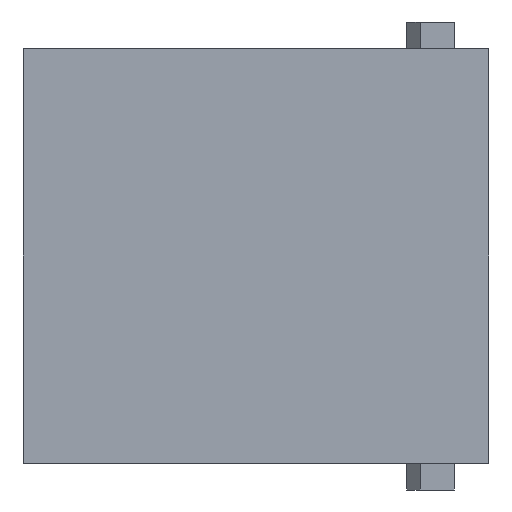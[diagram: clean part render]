
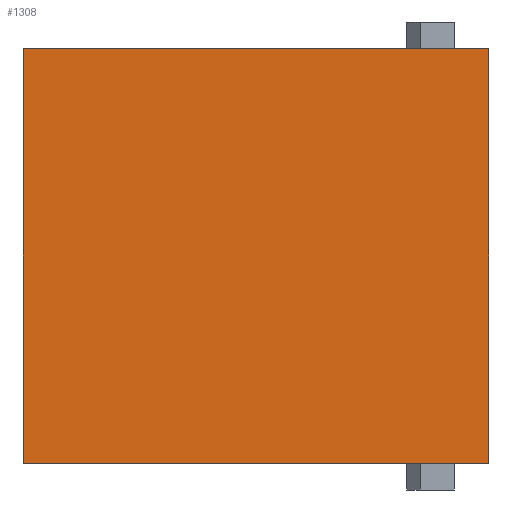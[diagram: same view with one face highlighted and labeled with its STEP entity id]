
A CAD part, left-side view. The second image highlights one B-rep face of the part: STEP entity #1308.
In plain terms, the highlighted planar face has unit normal (-1, 0, 0).
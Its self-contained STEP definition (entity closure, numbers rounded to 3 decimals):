
#1308=ADVANCED_FACE('',(#1825),#1574,.T.);
#1574=PLANE('',#7270);
#1825=FACE_OUTER_BOUND('',#2280,.T.);
#2280=EDGE_LOOP('',(#3844,#3845,#3846,#3847));
#3844=ORIENTED_EDGE('',*,*,#5364,.T.);
#3845=ORIENTED_EDGE('',*,*,#5363,.T.);
#3846=ORIENTED_EDGE('',*,*,#5358,.T.);
#3847=ORIENTED_EDGE('',*,*,#5355,.T.);
#4584=VERTEX_POINT('',#10857);
#4585=VERTEX_POINT('',#10859);
#4587=VERTEX_POINT('',#10865);
#4589=VERTEX_POINT('',#10871);
#5355=EDGE_CURVE('',#4585,#4584,#5977,.T.);
#5358=EDGE_CURVE('',#4587,#4585,#5980,.T.);
#5363=EDGE_CURVE('',#4589,#4587,#5985,.T.);
#5364=EDGE_CURVE('',#4584,#4589,#5986,.T.);
#5977=LINE('',#10858,#6593);
#5980=LINE('',#10864,#6596);
#5985=LINE('',#10874,#6601);
#5986=LINE('',#10876,#6602);
#6593=VECTOR('',#8801,1.);
#6596=VECTOR('',#8806,1.);
#6601=VECTOR('',#8813,1.);
#6602=VECTOR('',#8816,1.);
#7270=AXIS2_PLACEMENT_3D('',#10877,#8817,#8818);
#8801=DIRECTION('',(0.,-1.,0.));
#8806=DIRECTION('',(0.,0.,-1.));
#8813=DIRECTION('',(0.,1.,0.));
#8816=DIRECTION('',(0.,0.,1.));
#8817=DIRECTION('',(-1.,0.,0.));
#8818=DIRECTION('',(0.,0.,1.));
#10857=CARTESIAN_POINT('',(-7.3,-17.8,-15.15));
#10858=CARTESIAN_POINT('',(-7.3,16.2,-15.15));
#10859=CARTESIAN_POINT('',(-7.3,16.2,-15.15));
#10864=CARTESIAN_POINT('',(-7.3,16.2,15.15));
#10865=CARTESIAN_POINT('',(-7.3,16.2,15.15));
#10871=CARTESIAN_POINT('',(-7.3,-17.8,15.15));
#10874=CARTESIAN_POINT('',(-7.3,-17.8,15.15));
#10876=CARTESIAN_POINT('',(-7.3,-17.8,-15.15));
#10877=CARTESIAN_POINT('',(-7.3,-17.8,-15.15));
